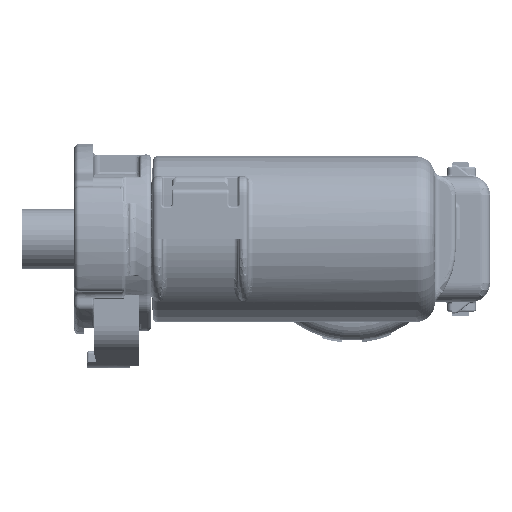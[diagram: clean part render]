
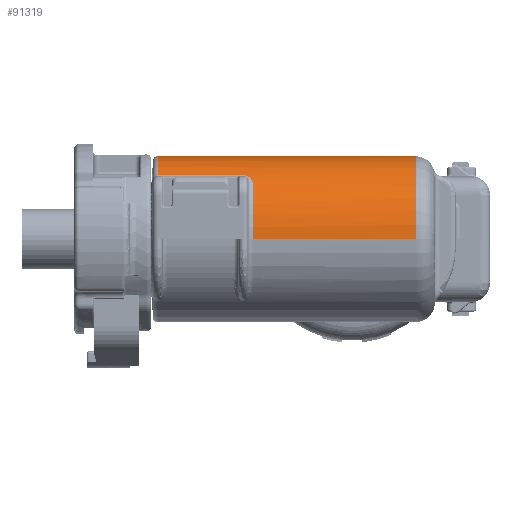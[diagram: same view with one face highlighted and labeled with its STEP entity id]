
A CAD part, left-side view. The second image highlights one B-rep face of the part: STEP entity #91319.
In plain terms, the highlighted cylindrical face has radius 8.7 mm (diameter 17.4 mm), a partial arc.
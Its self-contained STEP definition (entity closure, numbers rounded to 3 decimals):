
#91243=AXIS2_PLACEMENT_3D('Cylinder Axis2P3D',#91240,#91241,#91242) ;
#91272=AXIS2_PLACEMENT_3D('Circle Axis2P3D',#91270,#91271,$) ;
#91286=AXIS2_PLACEMENT_3D('Circle Axis2P3D',#91284,#91285,$) ;
#91305=AXIS2_PLACEMENT_3D('Circle Axis2P3D',#91303,#91304,$) ;
#85731=CARTESIAN_POINT('Vertex',(5.406,3.578,6.816)) ;
#85735=CARTESIAN_POINT('Control Point',(5.406,3.578,6.816)) ;
#85736=CARTESIAN_POINT('Control Point',(5.303,3.384,6.898)) ;
#85737=CARTESIAN_POINT('Control Point',(5.202,3.186,6.975)) ;
#85738=CARTESIAN_POINT('Control Point',(5.104,2.984,7.047)) ;
#85739=CARTESIAN_POINT('Control Point',(4.919,2.576,7.178)) ;
#85740=CARTESIAN_POINT('Control Point',(4.755,2.152,7.287)) ;
#85741=CARTESIAN_POINT('Control Point',(4.68,1.938,7.335)) ;
#85742=CARTESIAN_POINT('Control Point',(4.547,1.51,7.418)) ;
#85743=CARTESIAN_POINT('Control Point',(4.448,1.066,7.477)) ;
#85744=CARTESIAN_POINT('Control Point',(4.41,0.845,7.5)) ;
#85745=CARTESIAN_POINT('Control Point',(4.355,0.404,7.532)) ;
#85746=CARTESIAN_POINT('Control Point',(4.344,-0.042,7.538)) ;
#85747=CARTESIAN_POINT('Control Point',(4.35,-0.261,7.534)) ;
#85748=CARTESIAN_POINT('Control Point',(4.385,-0.7,7.514)) ;
#85749=CARTESIAN_POINT('Control Point',(4.461,-1.13,7.469)) ;
#85750=CARTESIAN_POINT('Control Point',(4.509,-1.343,7.441)) ;
#85751=CARTESIAN_POINT('Control Point',(4.622,-1.768,7.371)) ;
#85752=CARTESIAN_POINT('Control Point',(4.764,-2.177,7.28)) ;
#85753=CARTESIAN_POINT('Control Point',(4.843,-2.381,7.229)) ;
#85754=CARTESIAN_POINT('Control Point',(4.996,-2.75,7.124)) ;
#85755=CARTESIAN_POINT('Control Point',(5.164,-3.105,7.003)) ;
#85756=CARTESIAN_POINT('Control Point',(5.243,-3.265,6.944)) ;
#85757=CARTESIAN_POINT('Control Point',(5.324,-3.423,6.882)) ;
#85758=CARTESIAN_POINT('Control Point',(5.406,-3.578,6.816)) ;
#85759=CARTESIAN_POINT('Vertex',(5.406,-3.578,6.816)) ;
#91240=CARTESIAN_POINT('Axis2P3D Location',(0.,6.1,0.)) ;
#91245=CARTESIAN_POINT('Line Origine',(-5.533,7.1,6.714)) ;
#91249=CARTESIAN_POINT('Vertex',(-5.533,11.4,6.714)) ;
#91251=CARTESIAN_POINT('Vertex',(-5.533,20.4,6.714)) ;
#91255=CARTESIAN_POINT('Control Point',(-5.533,11.4,6.714)) ;
#91256=CARTESIAN_POINT('Control Point',(-5.533,11.324,6.714)) ;
#91257=CARTESIAN_POINT('Control Point',(-5.541,11.248,6.707)) ;
#91258=CARTESIAN_POINT('Control Point',(-5.558,11.175,6.694)) ;
#91259=CARTESIAN_POINT('Control Point',(-5.612,11.01,6.648)) ;
#91260=CARTESIAN_POINT('Control Point',(-5.693,10.874,6.579)) ;
#91261=CARTESIAN_POINT('Control Point',(-5.745,10.804,6.534)) ;
#91262=CARTESIAN_POINT('Control Point',(-5.919,10.61,6.38)) ;
#91263=CARTESIAN_POINT('Control Point',(-6.114,10.488,6.194)) ;
#91264=CARTESIAN_POINT('Control Point',(-6.247,10.431,6.059)) ;
#91265=CARTESIAN_POINT('Control Point',(-6.382,10.4,5.916)) ;
#91266=CARTESIAN_POINT('Control Point',(-6.513,10.4,5.768)) ;
#91267=CARTESIAN_POINT('Vertex',(-6.513,10.4,5.768)) ;
#91270=CARTESIAN_POINT('Axis2P3D Location',(0.,10.4,0.)) ;
#91274=CARTESIAN_POINT('Vertex',(-8.7,10.4,0.)) ;
#91277=CARTESIAN_POINT('Line Origine',(-8.7,7.1,0.)) ;
#91281=CARTESIAN_POINT('Vertex',(-8.7,-6.7,0.)) ;
#91284=CARTESIAN_POINT('Axis2P3D Location',(0.,-6.7,0.)) ;
#91288=CARTESIAN_POINT('Vertex',(5.406,-6.7,6.816)) ;
#91291=CARTESIAN_POINT('Line Origine',(5.406,7.1,6.816)) ;
#91296=CARTESIAN_POINT('Line Origine',(5.406,7.1,6.816)) ;
#91300=CARTESIAN_POINT('Vertex',(5.406,20.4,6.816)) ;
#91303=CARTESIAN_POINT('Axis2P3D Location',(0.,20.4,0.)) ;
#91241=DIRECTION('Axis2P3D Direction',(0.,1.,0.)) ;
#91242=DIRECTION('Axis2P3D XDirection',(-1.,0.,0.)) ;
#91246=DIRECTION('Vector Direction',(0.,1.,0.)) ;
#91271=DIRECTION('Axis2P3D Direction',(0.,1.,0.)) ;
#91278=DIRECTION('Vector Direction',(0.,1.,0.)) ;
#91285=DIRECTION('Axis2P3D Direction',(0.,1.,0.)) ;
#91292=DIRECTION('Vector Direction',(0.,1.,0.)) ;
#91297=DIRECTION('Vector Direction',(0.,1.,0.)) ;
#91304=DIRECTION('Axis2P3D Direction',(0.,1.,0.)) ;
#91247=VECTOR('Line Direction',#91246,1.) ;
#91279=VECTOR('Line Direction',#91278,1.) ;
#91293=VECTOR('Line Direction',#91292,1.) ;
#91298=VECTOR('Line Direction',#91297,1.) ;
#91309=ORIENTED_EDGE('',*,*,#91253,.F.) ;
#91310=ORIENTED_EDGE('',*,*,#91269,.F.) ;
#91311=ORIENTED_EDGE('',*,*,#91276,.F.) ;
#91312=ORIENTED_EDGE('',*,*,#91283,.T.) ;
#91313=ORIENTED_EDGE('',*,*,#91290,.T.) ;
#91314=ORIENTED_EDGE('',*,*,#91295,.F.) ;
#91315=ORIENTED_EDGE('',*,*,#85761,.T.) ;
#91316=ORIENTED_EDGE('',*,*,#91302,.T.) ;
#91317=ORIENTED_EDGE('',*,*,#91307,.F.) ;
#91319=ADVANCED_FACE('SV241 cap bottom',(#91318),#91244,.T.) ;
#85734=B_SPLINE_CURVE_WITH_KNOTS('',5,(#85735,#85736,#85737,#85738,#85739,#85740,#85741,#85742,#85743,#85744,#85745,#85746,#85747,#85748,#85749,#85750,#85751,#85752,#85753,#85754,#85755,#85756,#85757,#85758),.UNSPECIFIED.,.F.,.U.,(6,3,3,3,3,3,3,6),(8.183,9.795,11.362,12.866,14.329,15.8,17.322,18.609),.UNSPECIFIED.) ;
#91254=B_SPLINE_CURVE_WITH_KNOTS('',5,(#91255,#91256,#91257,#91258,#91259,#91260,#91261,#91262,#91263,#91264,#91265,#91266),.UNSPECIFIED.,.F.,.U.,(6,3,3,6),(3.45,3.875,4.476,5.744),.UNSPECIFIED.) ;
#91273=CIRCLE('generated circle',#91272,8.7) ;
#91287=CIRCLE('generated circle',#91286,8.7) ;
#91306=CIRCLE('generated circle',#91305,8.7) ;
#91244=CYLINDRICAL_SURFACE('generated cylinder',#91243,8.7) ;
#85761=EDGE_CURVE('',#85760,#85732,#85734,.F.) ;
#91253=EDGE_CURVE('',#91250,#91252,#91248,.T.) ;
#91269=EDGE_CURVE('',#91268,#91250,#91254,.F.) ;
#91276=EDGE_CURVE('',#91275,#91268,#91273,.T.) ;
#91283=EDGE_CURVE('',#91275,#91282,#91280,.F.) ;
#91290=EDGE_CURVE('',#91282,#91289,#91287,.T.) ;
#91295=EDGE_CURVE('',#85760,#91289,#91294,.F.) ;
#91302=EDGE_CURVE('',#85732,#91301,#91299,.T.) ;
#91307=EDGE_CURVE('',#91252,#91301,#91306,.T.) ;
#91308=EDGE_LOOP('',(#91309,#91310,#91311,#91312,#91313,#91314,#91315,#91316,#91317)) ;
#91318=FACE_OUTER_BOUND('',#91308,.T.) ;
#91248=LINE('Line',#91245,#91247) ;
#91280=LINE('Line',#91277,#91279) ;
#91294=LINE('Line',#91291,#91293) ;
#91299=LINE('Line',#91296,#91298) ;
#85732=VERTEX_POINT('',#85731) ;
#85760=VERTEX_POINT('',#85759) ;
#91250=VERTEX_POINT('',#91249) ;
#91252=VERTEX_POINT('',#91251) ;
#91268=VERTEX_POINT('',#91267) ;
#91275=VERTEX_POINT('',#91274) ;
#91282=VERTEX_POINT('',#91281) ;
#91289=VERTEX_POINT('',#91288) ;
#91301=VERTEX_POINT('',#91300) ;
